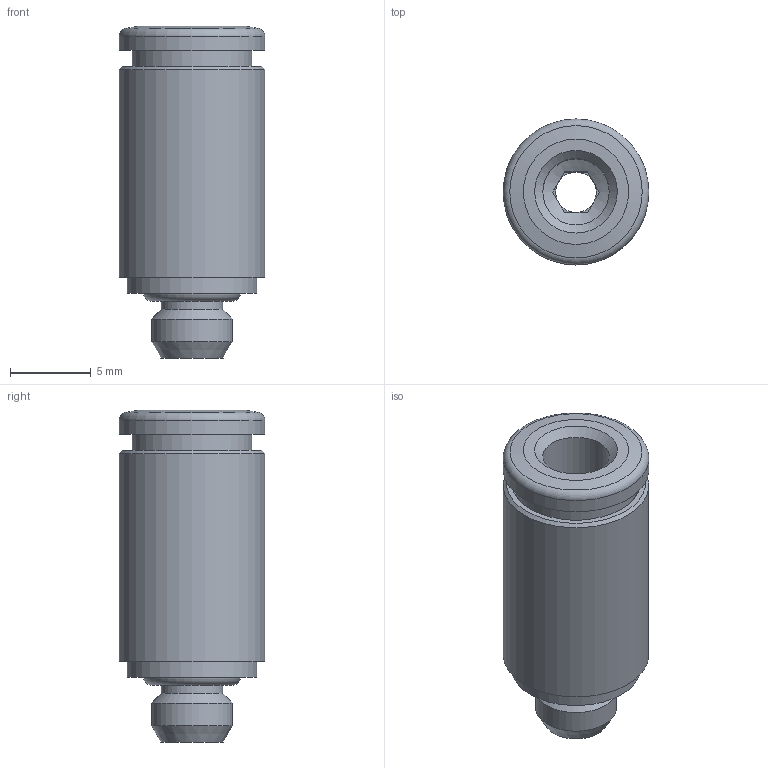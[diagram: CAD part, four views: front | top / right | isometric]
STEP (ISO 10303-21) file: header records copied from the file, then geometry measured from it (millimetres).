
FILE_DESCRIPTION(/* description */ (''),/* implementation_level */ '2;1');
FILE_NAME(/* name */ 'V200101_IPSO_01FKM_4_M5',/* time_stamp */ '2015-03-16T14:19:58+01:00',/* author */ (''),/* organization */ ('sopra-pneumatic'),/* preprocessor_version */ 'ST-DEVELOPER v14',/* originating_system */ 'HiCAD 2013 1802.4 Build 509',/* authorisation */ '');
FILE_SCHEMA (('AUTOMOTIVE_DESIGN { 1 0 10303 214 1 1 1 1 }'));
Length unit declared in the file: millimetre
Products named in the file (4): Root; OR 4X1.5; DR4-1_NEU; R200101-N1
Assembly tree (3 placements, depth 2):
  Root
    OR 4X1.5
    DR4-1_NEU
    R200101-N1
Bounding box: 9 x 9 x 20.5 mm (x, y, z)
Volume: 704.2 mm3; surface area: 1296.5 mm2
Topology: 3 solids, 3 shells, 49 faces, 99 edges, 59 vertices
Faces by surface type: plane 21, cylinder 12, cone 12, torus 4
Full cylindrical faces by diameter (mm): 2.5 x1, 3.8 x1, 4.1 x2, 5 x1, 6.4 x1, 7.3 x1, 7.4 x1, 7.6 x1, 8 x1, 9 x2
Entity records: 1819 total; most frequent: DIRECTION 222, CARTESIAN_POINT 173, PRESENTATION_STYLE_ASSIGNMENT 133, COLOUR_RGB 132, DRAUGHTING_PRE_DEFINED_CURVE_FONT 130, CURVE_STYLE 130, OVER_RIDING_STYLED_ITEM 130, ORIENTED_EDGE 130
